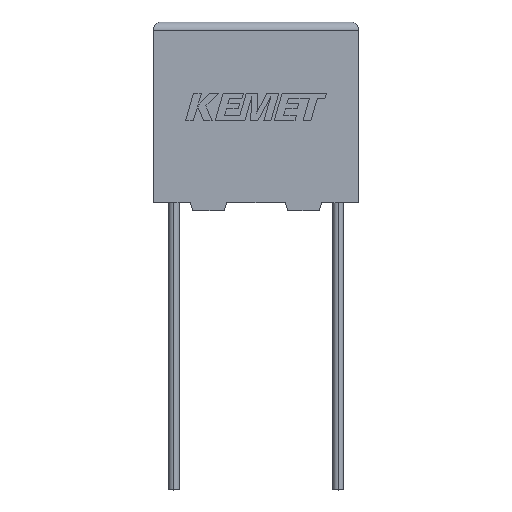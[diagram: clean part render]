
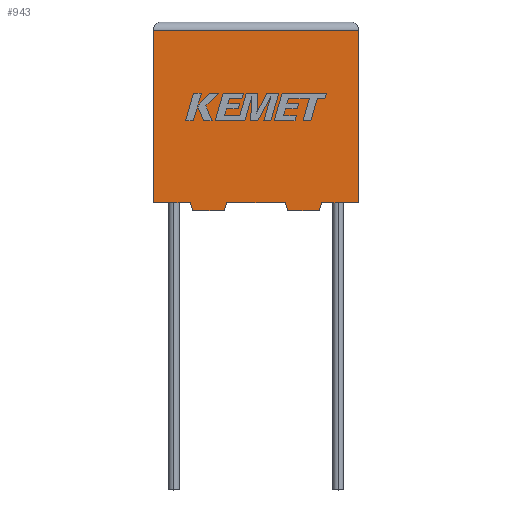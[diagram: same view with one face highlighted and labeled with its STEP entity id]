
A CAD part, top view. The second image highlights one B-rep face of the part: STEP entity #943.
In plain terms, the highlighted planar face has unit normal (0, 0, 1).
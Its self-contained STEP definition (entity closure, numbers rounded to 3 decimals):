
#1 = DIRECTION ( 'NONE',  ( 1., 0., 0. ) ) ;
#64 = ORIENTED_EDGE ( 'NONE', *, *, #1723, .T. ) ;
#94 = CARTESIAN_POINT ( 'NONE',  ( 10.25, 0., 5.5 ) ) ;
#131 = EDGE_CURVE ( 'NONE', #623, #2087, #957, .T. ) ;
#132 = VECTOR ( 'NONE', #2520, 1000. ) ;
#153 = EDGE_CURVE ( 'NONE', #2123, #612, #1382, .T. ) ;
#187 = CARTESIAN_POINT ( 'NONE',  ( 0., 0., 5.5 ) ) ;
#208 = CARTESIAN_POINT ( 'NONE',  ( 2.25, 0., 5.5 ) ) ;
#231 = LINE ( 'NONE', #3087, #2811 ) ;
#264 = AXIS2_PLACEMENT_3D ( 'NONE', #3152, #1617, #3147 ) ;
#280 = VERTEX_POINT ( 'NONE', #2049 ) ;
#283 = CARTESIAN_POINT ( 'NONE',  ( 2.25, 0., 5.5 ) ) ;
#296 = DIRECTION ( 'NONE',  ( 0., -1., 0. ) ) ;
#301 = DIRECTION ( 'NONE',  ( 0., 1., 0. ) ) ;
#324 = EDGE_CURVE ( 'NONE', #625, #2053, #376, .T. ) ;
#329 = VECTOR ( 'NONE', #1684, 1000. ) ;
#334 = VECTOR ( 'NONE', #2091, 1000. ) ;
#376 = LINE ( 'NONE', #1063, #334 ) ;
#525 = VECTOR ( 'NONE', #666, 1000. ) ;
#584 = VECTOR ( 'NONE', #1304, 1000. ) ;
#612 = VERTEX_POINT ( 'NONE', #3205 ) ;
#618 = VERTEX_POINT ( 'NONE', #2490 ) ;
#623 = VERTEX_POINT ( 'NONE', #1701 ) ;
#625 = VERTEX_POINT ( 'NONE', #1226 ) ;
#646 = ORIENTED_EDGE ( 'NONE', *, *, #844, .T. ) ;
#660 = VERTEX_POINT ( 'NONE', #2995 ) ;
#666 = DIRECTION ( 'NONE',  ( -0.287, 0.958, 0. ) ) ;
#681 = CARTESIAN_POINT ( 'NONE',  ( 12.5, 10.5, 5.5 ) ) ;
#778 = CARTESIAN_POINT ( 'NONE',  ( 0., 0., 5.5 ) ) ;
#819 = ORIENTED_EDGE ( 'NONE', *, *, #823, .F. ) ;
#823 = EDGE_CURVE ( 'NONE', #623, #618, #1942, .T. ) ;
#839 = LINE ( 'NONE', #2441, #525 ) ;
#844 = EDGE_CURVE ( 'NONE', #1054, #280, #1990, .T. ) ;
#847 = EDGE_CURVE ( 'NONE', #618, #660, #231, .T. ) ;
#933 = EDGE_CURVE ( 'NONE', #2053, #1989, #2507, .T. ) ;
#943 = ADVANCED_FACE ( 'NONE', ( #1153 ), #1323, .F. ) ;
#957 = LINE ( 'NONE', #778, #132 ) ;
#1054 = VERTEX_POINT ( 'NONE', #681 ) ;
#1056 = DIRECTION ( 'NONE',  ( -0.287, -0.958, 0. ) ) ;
#1063 = CARTESIAN_POINT ( 'NONE',  ( 4.313, -0.5, 5.5 ) ) ;
#1094 = VERTEX_POINT ( 'NONE', #1186 ) ;
#1127 = ORIENTED_EDGE ( 'NONE', *, *, #2064, .T. ) ;
#1153 = FACE_OUTER_BOUND ( 'NONE', #2588, .T. ) ;
#1162 = VECTOR ( 'NONE', #1, 1000. ) ;
#1186 = CARTESIAN_POINT ( 'NONE',  ( 0., 0., 5.5 ) ) ;
#1211 = ORIENTED_EDGE ( 'NONE', *, *, #2658, .T. ) ;
#1226 = CARTESIAN_POINT ( 'NONE',  ( 4.313, -0.5, 5.5 ) ) ;
#1273 = CARTESIAN_POINT ( 'NONE',  ( 4.463, 0., 5.5 ) ) ;
#1304 = DIRECTION ( 'NONE',  ( -1., 0., 0. ) ) ;
#1323 = PLANE ( 'NONE',  #264 ) ;
#1382 = LINE ( 'NONE', #283, #1977 ) ;
#1511 = VECTOR ( 'NONE', #1056, 1000. ) ;
#1535 = CARTESIAN_POINT ( 'NONE',  ( 0., 0., 5.5 ) ) ;
#1542 = CARTESIAN_POINT ( 'NONE',  ( 8.037, 0., 5.5 ) ) ;
#1600 = ORIENTED_EDGE ( 'NONE', *, *, #2499, .F. ) ;
#1617 = DIRECTION ( 'NONE',  ( 0., 0., -1. ) ) ;
#1684 = DIRECTION ( 'NONE',  ( 1., 0., 0. ) ) ;
#1701 = CARTESIAN_POINT ( 'NONE',  ( 10.25, 0., 5.5 ) ) ;
#1721 = VECTOR ( 'NONE', #301, 1000. ) ;
#1723 = EDGE_CURVE ( 'NONE', #1094, #2123, #3150, .T. ) ;
#1733 = DIRECTION ( 'NONE',  ( 0.287, -0.958, 0. ) ) ;
#1749 = VECTOR ( 'NONE', #2559, 1000. ) ;
#1755 = ORIENTED_EDGE ( 'NONE', *, *, #2256, .T. ) ;
#1805 = ORIENTED_EDGE ( 'NONE', *, *, #324, .T. ) ;
#1833 = ORIENTED_EDGE ( 'NONE', *, *, #153, .T. ) ;
#1942 = LINE ( 'NONE', #94, #1511 ) ;
#1951 = LINE ( 'NONE', #2235, #1162 ) ;
#1977 = VECTOR ( 'NONE', #1733, 1000. ) ;
#1989 = VERTEX_POINT ( 'NONE', #1542 ) ;
#1990 = LINE ( 'NONE', #3097, #584 ) ;
#2049 = CARTESIAN_POINT ( 'NONE',  ( 0., 10.5, 5.5 ) ) ;
#2053 = VERTEX_POINT ( 'NONE', #1273 ) ;
#2064 = EDGE_CURVE ( 'NONE', #280, #1094, #2127, .T. ) ;
#2073 = CARTESIAN_POINT ( 'NONE',  ( 0., 0., 5.5 ) ) ;
#2087 = VERTEX_POINT ( 'NONE', #2608 ) ;
#2091 = DIRECTION ( 'NONE',  ( 0.287, 0.958, 0. ) ) ;
#2123 = VERTEX_POINT ( 'NONE', #208 ) ;
#2127 = LINE ( 'NONE', #1535, #2990 ) ;
#2161 = ORIENTED_EDGE ( 'NONE', *, *, #847, .F. ) ;
#2235 = CARTESIAN_POINT ( 'NONE',  ( 2.4, -0.5, 5.5 ) ) ;
#2256 = EDGE_CURVE ( 'NONE', #2087, #1054, #3140, .T. ) ;
#2274 = CARTESIAN_POINT ( 'NONE',  ( 12.5, 0., 5.5 ) ) ;
#2352 = ORIENTED_EDGE ( 'NONE', *, *, #933, .T. ) ;
#2441 = CARTESIAN_POINT ( 'NONE',  ( 8.188, -0.5, 5.5 ) ) ;
#2490 = CARTESIAN_POINT ( 'NONE',  ( 10.1, -0.5, 5.5 ) ) ;
#2499 = EDGE_CURVE ( 'NONE', #660, #1989, #839, .T. ) ;
#2507 = LINE ( 'NONE', #2073, #1749 ) ;
#2520 = DIRECTION ( 'NONE',  ( 1., 0., 0. ) ) ;
#2559 = DIRECTION ( 'NONE',  ( 1., 0., 0. ) ) ;
#2588 = EDGE_LOOP ( 'NONE', ( #1755, #646, #1127, #64, #1833, #1211, #1805, #2352, #1600, #2161, #819, #2786 ) ) ;
#2608 = CARTESIAN_POINT ( 'NONE',  ( 12.5, 0., 5.5 ) ) ;
#2658 = EDGE_CURVE ( 'NONE', #612, #625, #1951, .T. ) ;
#2786 = ORIENTED_EDGE ( 'NONE', *, *, #131, .T. ) ;
#2811 = VECTOR ( 'NONE', #2822, 1000. ) ;
#2822 = DIRECTION ( 'NONE',  ( -1., 0., 0. ) ) ;
#2990 = VECTOR ( 'NONE', #296, 1000. ) ;
#2995 = CARTESIAN_POINT ( 'NONE',  ( 8.188, -0.5, 5.5 ) ) ;
#3087 = CARTESIAN_POINT ( 'NONE',  ( 10.1, -0.5, 5.5 ) ) ;
#3097 = CARTESIAN_POINT ( 'NONE',  ( 0., 10.5, 5.5 ) ) ;
#3140 = LINE ( 'NONE', #2274, #1721 ) ;
#3147 = DIRECTION ( 'NONE',  ( -1., 0., 0. ) ) ;
#3150 = LINE ( 'NONE', #187, #329 ) ;
#3152 = CARTESIAN_POINT ( 'NONE',  ( 0., 0., 5.5 ) ) ;
#3205 = CARTESIAN_POINT ( 'NONE',  ( 2.4, -0.5, 5.5 ) ) ;
